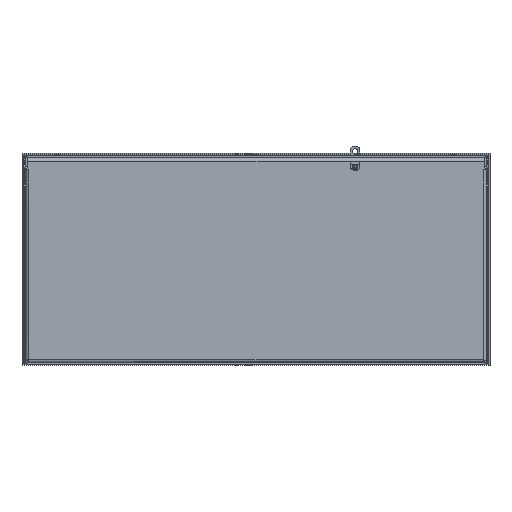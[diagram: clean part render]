
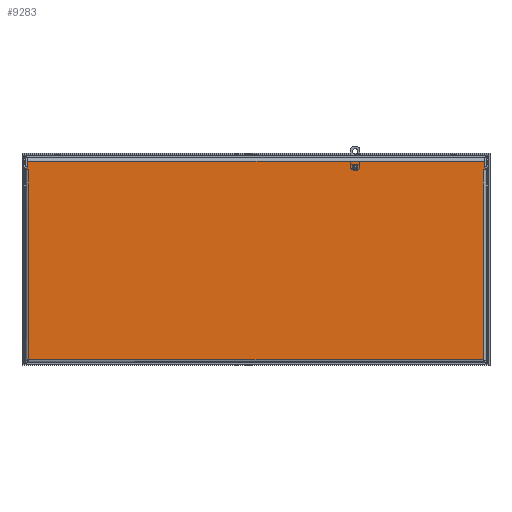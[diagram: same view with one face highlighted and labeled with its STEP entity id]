
A CAD part, front view. The second image highlights one B-rep face of the part: STEP entity #9283.
In plain terms, the highlighted planar face has unit normal (0, -1, 0).
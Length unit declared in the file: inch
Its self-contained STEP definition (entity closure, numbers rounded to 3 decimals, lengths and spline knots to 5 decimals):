
#40 = LINE ( 'NONE', #18866, #20658 ) ;
#151 = ORIENTED_EDGE ( 'NONE', *, *, #15106, .T. ) ;
#179 = CARTESIAN_POINT ( 'NONE',  ( 17.84437, -24., 13.42661 ) ) ;
#329 = CARTESIAN_POINT ( 'NONE',  ( 17.84438, -24., 9.77412 ) ) ;
#358 = DIRECTION ( 'NONE',  ( 1., 0., 0. ) ) ;
#552 = CARTESIAN_POINT ( 'NONE',  ( -17.98426, -24., 13.18432 ) ) ;
#587 = DIRECTION ( 'NONE',  ( -1., 0., 0. ) ) ;
#624 = ORIENTED_EDGE ( 'NONE', *, *, #1991, .T. ) ;
#629 = ORIENTED_EDGE ( 'NONE', *, *, #18272, .T. ) ;
#1140 = ORIENTED_EDGE ( 'NONE', *, *, #4533, .T. ) ;
#1205 = VECTOR ( 'NONE', #14919, 39.37008 ) ;
#1215 = VECTOR ( 'NONE', #6180, 39.37008 ) ;
#1549 = CARTESIAN_POINT ( 'NONE',  ( 17.73955, -24., 13.18412 ) ) ;
#1561 = VERTEX_POINT ( 'NONE', #11026 ) ;
#1675 = CARTESIAN_POINT ( 'NONE',  ( 17.98426, -24., 13.18432 ) ) ;
#1922 = CARTESIAN_POINT ( 'NONE',  ( -8.99213, -24., 13.18432 ) ) ;
#1991 = EDGE_CURVE ( 'NONE', #9630, #20538, #10555, .T. ) ;
#1992 = VERTEX_POINT ( 'NONE', #552 ) ;
#2267 = EDGE_LOOP ( 'NONE', ( #9764, #7187, #16954, #4751, #8219, #1140, #13677, #7755, #18856, #151, #5033, #624, #19334, #7141 ) ) ;
#2687 = VECTOR ( 'NONE', #19372, 39.37008 ) ;
#2734 = CARTESIAN_POINT ( 'NONE',  ( 17.73955, -24., 9.65287 ) ) ;
#2985 = EDGE_CURVE ( 'NONE', #3951, #11278, #17868, .T. ) ;
#3071 = FACE_BOUND ( 'NONE', #14263, .T. ) ;
#3266 = VECTOR ( 'NONE', #358, 39.37008 ) ;
#3907 = LINE ( 'NONE', #19636, #6739 ) ;
#3951 = VERTEX_POINT ( 'NONE', #15830 ) ;
#3960 = EDGE_CURVE ( 'NONE', #20538, #11382, #17388, .T. ) ;
#4157 = CIRCLE ( 'NONE', #8427, 0.1005 ) ;
#4162 = CARTESIAN_POINT ( 'NONE',  ( 8.86978, -24., 13.18432 ) ) ;
#4451 = DIRECTION ( 'NONE',  ( 0., 0., -1. ) ) ;
#4460 = VECTOR ( 'NONE', #11058, 39.37008 ) ;
#4533 = EDGE_CURVE ( 'NONE', #8746, #1561, #3907, .T. ) ;
#4751 = ORIENTED_EDGE ( 'NONE', *, *, #21627, .T. ) ;
#5033 = ORIENTED_EDGE ( 'NONE', *, *, #14523, .T. ) ;
#5588 = EDGE_CURVE ( 'NONE', #13578, #16495, #18802, .T. ) ;
#5638 = LINE ( 'NONE', #8324, #1205 ) ;
#6180 = DIRECTION ( 'NONE',  ( 0., 0., -1. ) ) ;
#6724 = EDGE_CURVE ( 'NONE', #16495, #8251, #6979, .T. ) ;
#6739 = VECTOR ( 'NONE', #14800, 39.37008 ) ;
#6753 = VECTOR ( 'NONE', #7057, 39.37008 ) ;
#6824 = CARTESIAN_POINT ( 'NONE',  ( -17.73975, -24., -1.63375 ) ) ;
#6979 = LINE ( 'NONE', #16807, #17067 ) ;
#7057 = DIRECTION ( 'NONE',  ( 0., 0., 1. ) ) ;
#7102 = CARTESIAN_POINT ( 'NONE',  ( 7.8505, -24., 13.42387 ) ) ;
#7141 = ORIENTED_EDGE ( 'NONE', *, *, #20640, .T. ) ;
#7187 = ORIENTED_EDGE ( 'NONE', *, *, #2985, .T. ) ;
#7369 = CARTESIAN_POINT ( 'NONE',  ( 7.75, -24., 13.42387 ) ) ;
#7755 = ORIENTED_EDGE ( 'NONE', *, *, #5588, .T. ) ;
#8051 = VECTOR ( 'NONE', #8699, 39.37008 ) ;
#8219 = ORIENTED_EDGE ( 'NONE', *, *, #9284, .T. ) ;
#8251 = VERTEX_POINT ( 'NONE', #10053 ) ;
#8324 = CARTESIAN_POINT ( 'NONE',  ( -17.73975, -24., 9.65287 ) ) ;
#8427 = AXIS2_PLACEMENT_3D ( 'NONE', #7369, #20905, #14149 ) ;
#8698 = DIRECTION ( 'NONE',  ( -1., 0., 0. ) ) ;
#8699 = DIRECTION ( 'NONE',  ( -0.5, 0., -0.866 ) ) ;
#8746 = VERTEX_POINT ( 'NONE', #18253 ) ;
#9283 = ADVANCED_FACE ( 'NONE', ( #14671, #3071 ), #20876, .F. ) ;
#9284 = EDGE_CURVE ( 'NONE', #14574, #8746, #9873, .T. ) ;
#9572 = CARTESIAN_POINT ( 'NONE',  ( 0., -24., 6.12162 ) ) ;
#9592 = CARTESIAN_POINT ( 'NONE',  ( -8.86988, -24., -1.63375 ) ) ;
#9630 = VERTEX_POINT ( 'NONE', #17097 ) ;
#9764 = ORIENTED_EDGE ( 'NONE', *, *, #14299, .T. ) ;
#9873 = LINE ( 'NONE', #21391, #1215 ) ;
#10053 = CARTESIAN_POINT ( 'NONE',  ( 17.73975, -24., 13.18412 ) ) ;
#10085 = LINE ( 'NONE', #1922, #3266 ) ;
#10124 = LINE ( 'NONE', #19031, #19404 ) ;
#10188 = VECTOR ( 'NONE', #4451, 39.37008 ) ;
#10238 = CARTESIAN_POINT ( 'NONE',  ( 17.84437, -24., 13.877 ) ) ;
#10555 = LINE ( 'NONE', #4162, #2687 ) ;
#11026 = CARTESIAN_POINT ( 'NONE',  ( -17.73975, -24., 13.18412 ) ) ;
#11058 = DIRECTION ( 'NONE',  ( -0.5, 0., 0.866 ) ) ;
#11278 = VERTEX_POINT ( 'NONE', #19639 ) ;
#11382 = VERTEX_POINT ( 'NONE', #179 ) ;
#11463 = DIRECTION ( 'NONE',  ( 1., 0., 0. ) ) ;
#12716 = DIRECTION ( 'NONE',  ( 0., 1., 0. ) ) ;
#12863 = EDGE_CURVE ( 'NONE', #11278, #1992, #17592, .T. ) ;
#13303 = EDGE_CURVE ( 'NONE', #1561, #13578, #5638, .T. ) ;
#13377 = CARTESIAN_POINT ( 'NONE',  ( 17.73975, -24., -1.63375 ) ) ;
#13496 = VECTOR ( 'NONE', #11463, 39.37008 ) ;
#13578 = VERTEX_POINT ( 'NONE', #6824 ) ;
#13677 = ORIENTED_EDGE ( 'NONE', *, *, #13303, .T. ) ;
#14149 = DIRECTION ( 'NONE',  ( 1., 0., 0. ) ) ;
#14263 = EDGE_LOOP ( 'NONE', ( #629 ) ) ;
#14299 = EDGE_CURVE ( 'NONE', #21104, #3951, #10124, .T. ) ;
#14523 = EDGE_CURVE ( 'NONE', #15615, #9630, #14856, .T. ) ;
#14574 = VERTEX_POINT ( 'NONE', #19611 ) ;
#14671 = FACE_OUTER_BOUND ( 'NONE', #2267, .T. ) ;
#14800 = DIRECTION ( 'NONE',  ( -1., 0., 0. ) ) ;
#14856 = LINE ( 'NONE', #2734, #18830 ) ;
#14919 = DIRECTION ( 'NONE',  ( 0., 0., -1. ) ) ;
#15106 = EDGE_CURVE ( 'NONE', #8251, #15615, #40, .T. ) ;
#15578 = CARTESIAN_POINT ( 'NONE',  ( -17.1954, -24., 14.55066 ) ) ;
#15615 = VERTEX_POINT ( 'NONE', #1549 ) ;
#15830 = CARTESIAN_POINT ( 'NONE',  ( -17.84438, -24., 13.877 ) ) ;
#16090 = DIRECTION ( 'NONE',  ( 1., 0., 0. ) ) ;
#16115 = DIRECTION ( 'NONE',  ( 0., 0., 1. ) ) ;
#16495 = VERTEX_POINT ( 'NONE', #13377 ) ;
#16807 = CARTESIAN_POINT ( 'NONE',  ( 17.73975, -24., 2.24393 ) ) ;
#16954 = ORIENTED_EDGE ( 'NONE', *, *, #12863, .T. ) ;
#17067 = VECTOR ( 'NONE', #18378, 39.37008 ) ;
#17097 = CARTESIAN_POINT ( 'NONE',  ( 17.73955, -24., 13.18432 ) ) ;
#17173 = VERTEX_POINT ( 'NONE', #7102 ) ;
#17388 = LINE ( 'NONE', #17698, #4460 ) ;
#17592 = LINE ( 'NONE', #15578, #8051 ) ;
#17698 = CARTESIAN_POINT ( 'NONE',  ( 17.2654, -24., 14.42942 ) ) ;
#17868 = LINE ( 'NONE', #18842, #10188 ) ;
#18253 = CARTESIAN_POINT ( 'NONE',  ( -17.73955, -24., 13.18412 ) ) ;
#18272 = EDGE_CURVE ( 'NONE', #17173, #17173, #4157, .T. ) ;
#18378 = DIRECTION ( 'NONE',  ( 0., 0., 1. ) ) ;
#18802 = LINE ( 'NONE', #9592, #13496 ) ;
#18830 = VECTOR ( 'NONE', #16115, 39.37008 ) ;
#18842 = CARTESIAN_POINT ( 'NONE',  ( -17.84438, -24., 10.12162 ) ) ;
#18856 = ORIENTED_EDGE ( 'NONE', *, *, #6724, .T. ) ;
#18866 = CARTESIAN_POINT ( 'NONE',  ( 8.99219, -24., 13.18412 ) ) ;
#19031 = CARTESIAN_POINT ( 'NONE',  ( 8.92219, -24., 13.877 ) ) ;
#19334 = ORIENTED_EDGE ( 'NONE', *, *, #3960, .T. ) ;
#19372 = DIRECTION ( 'NONE',  ( 1., 0., 0. ) ) ;
#19404 = VECTOR ( 'NONE', #587, 39.37008 ) ;
#19611 = CARTESIAN_POINT ( 'NONE',  ( -17.73955, -24., 13.18432 ) ) ;
#19636 = CARTESIAN_POINT ( 'NONE',  ( -8.86978, -24., 13.18412 ) ) ;
#19639 = CARTESIAN_POINT ( 'NONE',  ( -17.84438, -24., 13.42661 ) ) ;
#20000 = AXIS2_PLACEMENT_3D ( 'NONE', #9572, #12716, #16090 ) ;
#20538 = VERTEX_POINT ( 'NONE', #1675 ) ;
#20640 = EDGE_CURVE ( 'NONE', #11382, #21104, #21632, .T. ) ;
#20658 = VECTOR ( 'NONE', #8698, 39.37008 ) ;
#20876 = PLANE ( 'NONE',  #20000 ) ;
#20905 = DIRECTION ( 'NONE',  ( 0., 1., 0. ) ) ;
#21104 = VERTEX_POINT ( 'NONE', #10238 ) ;
#21391 = CARTESIAN_POINT ( 'NONE',  ( -17.73955, -24., 9.65297 ) ) ;
#21627 = EDGE_CURVE ( 'NONE', #1992, #14574, #10085, .T. ) ;
#21632 = LINE ( 'NONE', #329, #6753 ) ;
